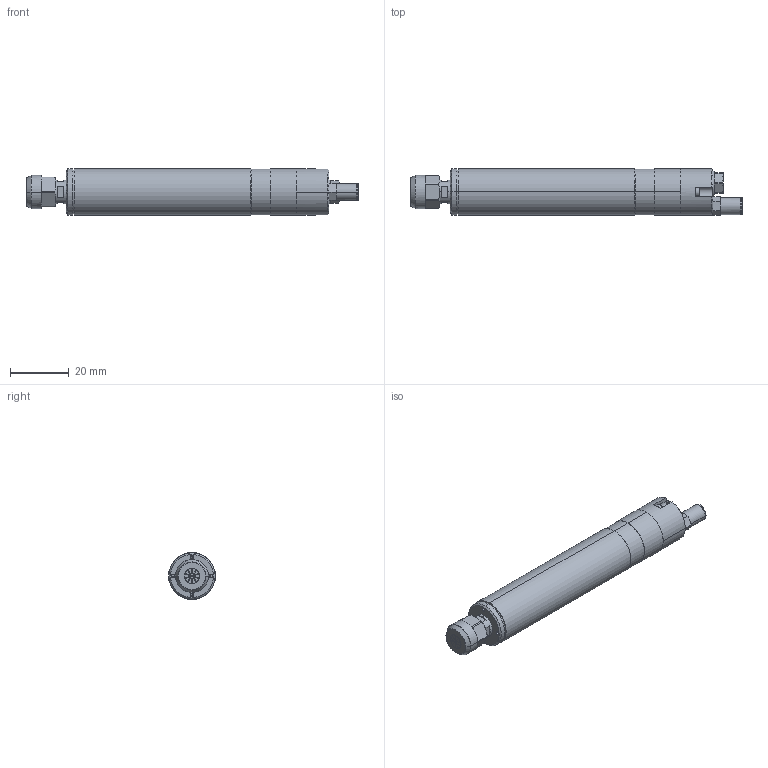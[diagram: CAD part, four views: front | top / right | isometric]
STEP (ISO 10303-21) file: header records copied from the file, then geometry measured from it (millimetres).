
FILE_DESCRIPTION (( 'STEP AP203' ), '1' );
FILE_NAME ('016S100-00-.STEP', '2011-02-09T14:09:09', ( 'Sekretariat' ), ( 'IBAG Switzerland AG' ), 'SwSTEP 2.0', 'SolidWorks 2010', '' );
FILE_SCHEMA (( 'CONFIG_CONTROL_DESIGN' ));
Length unit declared in the file: millimetre
Products named in the file (1): 016S100-00-
Bounding box: 113.47 x 16 x 16 mm (x, y, z)
Surface area: 7309.4 mm2 (no closed solid volume)
Topology: 0 solids, 11 shells, 211 faces, 684 edges, 482 vertices
Faces by surface type: plane 105, cylinder 72, cone 26, torus 8
Entity records: 7733 total; most frequent: CARTESIAN_POINT 1590, DIRECTION 1338, ORIENTED_EDGE 1124, EDGE_CURVE 680, AXIS2_PLACEMENT_3D 490, VERTEX_POINT 482, LINE 358, VECTOR 358
